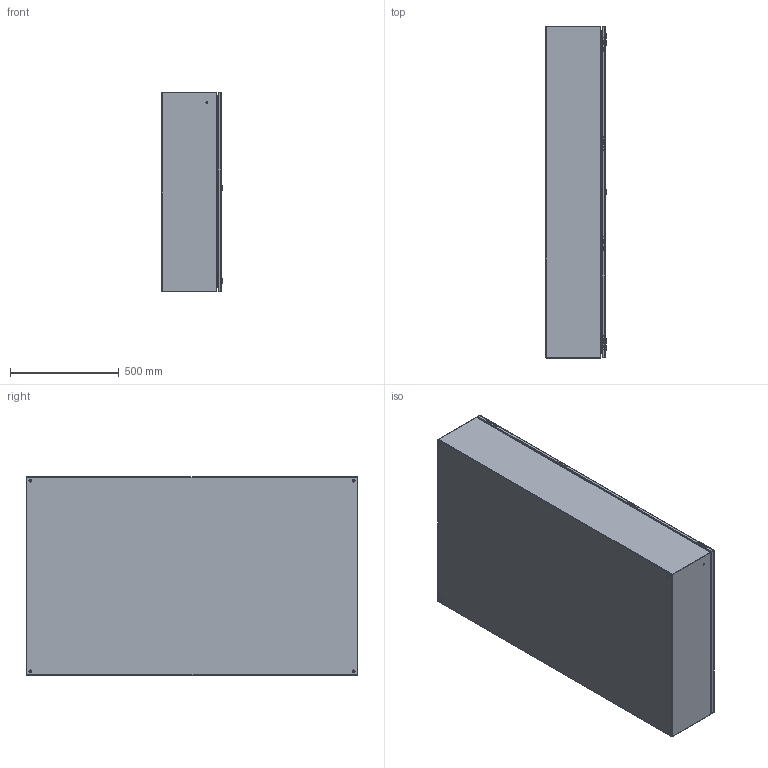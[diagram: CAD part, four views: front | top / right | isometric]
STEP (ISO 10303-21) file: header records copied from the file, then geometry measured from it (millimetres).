
FILE_DESCRIPTION (( 'STEP AP214' ), '1' );
FILE_NAME ('EN4SD603610SSR.STEP', '2019-10-02T11:11:47', ( '' ), ( '' ), 'SwSTEP 2.0', 'SolidWorks 2018', '' );
FILE_SCHEMA (( 'AUTOMOTIVE_DESIGN' ));
Length unit declared in the file: inch
Products named in the file (1): EN4SD603610SSR
Bounding box: 279.45 x 1524 x 914.4 mm (x, y, z)
Volume: 8484394.4 mm3; surface area: 9484478.1 mm2
Topology: 64 solids, 65 shells, 1721 faces, 4113 edges, 2589 vertices
Faces by surface type: plane 896, cylinder 548, bspline 185, torus 50, cone 42
Entity records: 79041 total; most frequent: CARTESIAN_POINT 16450, ORIENTED_EDGE 8172, DIRECTION 8109, EDGE_CURVE 4086, AXIS2_PLACEMENT_3D 2822, VERTEX_POINT 2589, LINE 2465, VECTOR 2465
